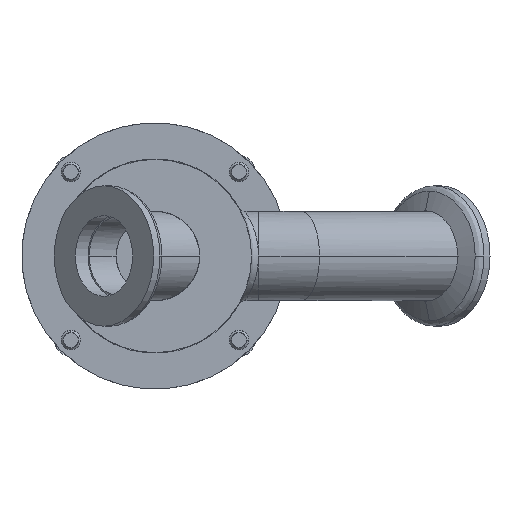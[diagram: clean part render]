
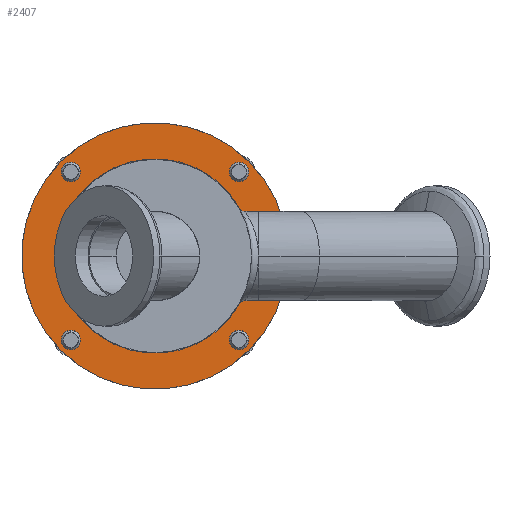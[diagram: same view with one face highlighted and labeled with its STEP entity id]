
A CAD part, front view. The second image highlights one B-rep face of the part: STEP entity #2407.
In plain terms, the highlighted planar face has unit normal (0, -1, 0).
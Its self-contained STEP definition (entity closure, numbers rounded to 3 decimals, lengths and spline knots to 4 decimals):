
#90 = CARTESIAN_POINT ( 'NONE',  ( 0.143, 1.0287, 1.037 ) ) ;
#628 = AXIS2_PLACEMENT_3D ( 'NONE', #27656, #37267, #15077 ) ;
#1196 = AXIS2_PLACEMENT_3D ( 'NONE', #20161, #33349, #26644 ) ;
#1453 = EDGE_LOOP ( 'NONE', ( #37962, #16464 ) ) ;
#1646 = CARTESIAN_POINT ( 'NONE',  ( 0.9681, 1.0287, 1.6261 ) ) ;
#1650 = EDGE_CURVE ( 'NONE', #1762, #8957, #28067, .T. ) ;
#1689 = DIRECTION ( 'NONE',  ( 0., 1., 0. ) ) ;
#1725 = ORIENTED_EDGE ( 'NONE', *, *, #16600, .T. ) ;
#1762 = VERTEX_POINT ( 'NONE', #31995 ) ;
#2237 = EDGE_CURVE ( 'NONE', #35487, #15713, #20410, .T. ) ;
#2407 = ADVANCED_FACE ( 'NONE', ( #4784, #11900, #11087, #8133, #24669, #21311 ), #39805, .F. ) ;
#2440 = EDGE_CURVE ( 'NONE', #15713, #35487, #13046, .T. ) ;
#2828 = ORIENTED_EDGE ( 'NONE', *, *, #2440, .T. ) ;
#2917 = DIRECTION ( 'NONE',  ( 0., -1., 0. ) ) ;
#3177 = CIRCLE ( 'NONE', #1196, 0.065 ) ;
#3640 = EDGE_CURVE ( 'NONE', #8957, #1762, #3177, .T. ) ;
#3887 = CARTESIAN_POINT ( 'NONE',  ( 0.2349, 1.0287, 2.3593 ) ) ;
#4784 = FACE_BOUND ( 'NONE', #25812, .T. ) ;
#4990 = AXIS2_PLACEMENT_3D ( 'NONE', #31627, #2917, #19255 ) ;
#5054 = EDGE_CURVE ( 'NONE', #5964, #30681, #10912, .T. ) ;
#5448 = AXIS2_PLACEMENT_3D ( 'NONE', #20411, #33391, #40095 ) ;
#5806 = CIRCLE ( 'NONE', #17203, 0.8175 ) ;
#5964 = VERTEX_POINT ( 'NONE', #11396 ) ;
#6014 = EDGE_LOOP ( 'NONE', ( #1725, #30578 ) ) ;
#6653 = VERTEX_POINT ( 'NONE', #22078 ) ;
#7024 = AXIS2_PLACEMENT_3D ( 'NONE', #1646, #14848, #20714 ) ;
#7052 = ORIENTED_EDGE ( 'NONE', *, *, #2237, .T. ) ;
#8133 = FACE_BOUND ( 'NONE', #40663, .T. ) ;
#8957 = VERTEX_POINT ( 'NONE', #22740 ) ;
#10018 = CARTESIAN_POINT ( 'NONE',  ( 1.5572, 1.0287, 2.4512 ) ) ;
#10047 = CARTESIAN_POINT ( 'NONE',  ( 0.8961, 1.0287, 1.6981 ) ) ;
#10862 = CARTESIAN_POINT ( 'NONE',  ( 0.189, 1.0287, 2.4052 ) ) ;
#10912 = CIRCLE ( 'NONE', #36316, 0.8175 ) ;
#11087 = FACE_BOUND ( 'NONE', #6014, .T. ) ;
#11245 = EDGE_LOOP ( 'NONE', ( #7052, #2828 ) ) ;
#11396 = CARTESIAN_POINT ( 'NONE',  ( 1.4741, 1.0287, 2.2762 ) ) ;
#11900 = FACE_BOUND ( 'NONE', #31148, .T. ) ;
#12015 = CARTESIAN_POINT ( 'NONE',  ( 1.688, 1.0287, 0.9062 ) ) ;
#12140 = VERTEX_POINT ( 'NONE', #10018 ) ;
#12575 = DIRECTION ( 'NONE',  ( 0.707, 0., -0.707 ) ) ;
#13046 = CIRCLE ( 'NONE', #18400, 1.12 ) ;
#13469 = ORIENTED_EDGE ( 'NONE', *, *, #25349, .T. ) ;
#13885 = ORIENTED_EDGE ( 'NONE', *, *, #1650, .T. ) ;
#13932 = CARTESIAN_POINT ( 'NONE',  ( 0.318, 1.0287, 1.1201 ) ) ;
#14708 = AXIS2_PLACEMENT_3D ( 'NONE', #34780, #28107, #18667 ) ;
#14714 = DIRECTION ( 'NONE',  ( 0., 1., 0. ) ) ;
#14848 = DIRECTION ( 'NONE',  ( 0., 1., 0. ) ) ;
#15021 = CIRCLE ( 'NONE', #35087, 0.065 ) ;
#15077 = DIRECTION ( 'NONE',  ( 0.707, 0., -0.707 ) ) ;
#15492 = ORIENTED_EDGE ( 'NONE', *, *, #32207, .T. ) ;
#15713 = VERTEX_POINT ( 'NONE', #22021 ) ;
#15921 = DIRECTION ( 'NONE',  ( 0., 1., 0. ) ) ;
#16464 = ORIENTED_EDGE ( 'NONE', *, *, #37202, .T. ) ;
#16600 = EDGE_CURVE ( 'NONE', #6653, #12140, #28195, .T. ) ;
#17203 = AXIS2_PLACEMENT_3D ( 'NONE', #36469, #20746, #30179 ) ;
#17688 = CARTESIAN_POINT ( 'NONE',  ( 0.2349, 1.0287, 0.9451 ) ) ;
#17931 = VERTEX_POINT ( 'NONE', #90 ) ;
#18400 = AXIS2_PLACEMENT_3D ( 'NONE', #34103, #36642, #33707 ) ;
#18667 = DIRECTION ( 'NONE',  ( 0.707, 0., -0.707 ) ) ;
#19255 = DIRECTION ( 'NONE',  ( 0.707, 0., 0.707 ) ) ;
#19666 = VERTEX_POINT ( 'NONE', #17688 ) ;
#20120 = AXIS2_PLACEMENT_3D ( 'NONE', #36512, #14714, #23539 ) ;
#20161 = CARTESIAN_POINT ( 'NONE',  ( 1.6032, 1.0287, 0.991 ) ) ;
#20410 = CIRCLE ( 'NONE', #4990, 1.12 ) ;
#20411 = CARTESIAN_POINT ( 'NONE',  ( 1.6032, 1.0287, 2.4052 ) ) ;
#20678 = EDGE_CURVE ( 'NONE', #12140, #6653, #36972, .T. ) ;
#20714 = DIRECTION ( 'NONE',  ( 0.707, 0., -0.707 ) ) ;
#20746 = DIRECTION ( 'NONE',  ( 0., 1., 0. ) ) ;
#20966 = DIRECTION ( 'NONE',  ( 0.707, 0., -0.707 ) ) ;
#21311 = FACE_OUTER_BOUND ( 'NONE', #11245, .T. ) ;
#21756 = VERTEX_POINT ( 'NONE', #3887 ) ;
#22021 = CARTESIAN_POINT ( 'NONE',  ( 0.1041, 1.0287, 2.4901 ) ) ;
#22078 = CARTESIAN_POINT ( 'NONE',  ( 1.6491, 1.0287, 2.3593 ) ) ;
#22090 = CIRCLE ( 'NONE', #20120, 0.065 ) ;
#22740 = CARTESIAN_POINT ( 'NONE',  ( 1.5572, 1.0287, 1.037 ) ) ;
#22962 = AXIS2_PLACEMENT_3D ( 'NONE', #36882, #1689, #20966 ) ;
#23539 = DIRECTION ( 'NONE',  ( 0.707, 0., -0.707 ) ) ;
#24473 = CARTESIAN_POINT ( 'NONE',  ( 0.189, 1.0287, 0.991 ) ) ;
#24575 = EDGE_CURVE ( 'NONE', #19666, #17931, #27671, .T. ) ;
#24669 = FACE_BOUND ( 'NONE', #1453, .T. ) ;
#25349 = EDGE_CURVE ( 'NONE', #21756, #38184, #15021, .T. ) ;
#25812 = EDGE_LOOP ( 'NONE', ( #13469, #34827 ) ) ;
#26644 = DIRECTION ( 'NONE',  ( 0.707, 0., -0.707 ) ) ;
#27656 = CARTESIAN_POINT ( 'NONE',  ( 1.6032, 1.0287, 0.991 ) ) ;
#27671 = CIRCLE ( 'NONE', #33708, 0.065 ) ;
#28028 = DIRECTION ( 'NONE',  ( 0., 1., 0. ) ) ;
#28067 = CIRCLE ( 'NONE', #628, 0.065 ) ;
#28107 = DIRECTION ( 'NONE',  ( 0., 1., 0. ) ) ;
#28195 = CIRCLE ( 'NONE', #5448, 0.065 ) ;
#30179 = DIRECTION ( 'NONE',  ( 0.707, 0., -0.707 ) ) ;
#30578 = ORIENTED_EDGE ( 'NONE', *, *, #20678, .T. ) ;
#30681 = VERTEX_POINT ( 'NONE', #13932 ) ;
#31148 = EDGE_LOOP ( 'NONE', ( #34238, #15492 ) ) ;
#31232 = EDGE_CURVE ( 'NONE', #38184, #21756, #37437, .T. ) ;
#31627 = CARTESIAN_POINT ( 'NONE',  ( 0.8961, 1.0287, 1.6981 ) ) ;
#31995 = CARTESIAN_POINT ( 'NONE',  ( 1.6491, 1.0287, 0.9451 ) ) ;
#32207 = EDGE_CURVE ( 'NONE', #17931, #19666, #22090, .T. ) ;
#32276 = ORIENTED_EDGE ( 'NONE', *, *, #3640, .T. ) ;
#33349 = DIRECTION ( 'NONE',  ( 0., 1., 0. ) ) ;
#33391 = DIRECTION ( 'NONE',  ( 0., 1., 0. ) ) ;
#33707 = DIRECTION ( 'NONE',  ( 0.707, 0., 0.707 ) ) ;
#33708 = AXIS2_PLACEMENT_3D ( 'NONE', #24473, #28028, #33906 ) ;
#33896 = DIRECTION ( 'NONE',  ( 0.707, 0., -0.707 ) ) ;
#33906 = DIRECTION ( 'NONE',  ( 0.707, 0., -0.707 ) ) ;
#34103 = CARTESIAN_POINT ( 'NONE',  ( 0.8961, 1.0287, 1.6981 ) ) ;
#34238 = ORIENTED_EDGE ( 'NONE', *, *, #24575, .T. ) ;
#34780 = CARTESIAN_POINT ( 'NONE',  ( 0.189, 1.0287, 2.4052 ) ) ;
#34827 = ORIENTED_EDGE ( 'NONE', *, *, #31232, .T. ) ;
#35087 = AXIS2_PLACEMENT_3D ( 'NONE', #10862, #37033, #33896 ) ;
#35487 = VERTEX_POINT ( 'NONE', #12015 ) ;
#36316 = AXIS2_PLACEMENT_3D ( 'NONE', #10047, #15921, #12575 ) ;
#36469 = CARTESIAN_POINT ( 'NONE',  ( 0.8961, 1.0287, 1.6981 ) ) ;
#36512 = CARTESIAN_POINT ( 'NONE',  ( 0.189, 1.0287, 0.991 ) ) ;
#36642 = DIRECTION ( 'NONE',  ( 0., -1., 0. ) ) ;
#36882 = CARTESIAN_POINT ( 'NONE',  ( 1.6032, 1.0287, 2.4052 ) ) ;
#36972 = CIRCLE ( 'NONE', #22962, 0.065 ) ;
#36982 = CARTESIAN_POINT ( 'NONE',  ( 0.143, 1.0287, 2.4512 ) ) ;
#37033 = DIRECTION ( 'NONE',  ( 0., 1., 0. ) ) ;
#37202 = EDGE_CURVE ( 'NONE', #30681, #5964, #5806, .T. ) ;
#37267 = DIRECTION ( 'NONE',  ( 0., 1., 0. ) ) ;
#37437 = CIRCLE ( 'NONE', #14708, 0.065 ) ;
#37962 = ORIENTED_EDGE ( 'NONE', *, *, #5054, .T. ) ;
#38184 = VERTEX_POINT ( 'NONE', #36982 ) ;
#39805 = PLANE ( 'NONE',  #7024 ) ;
#40095 = DIRECTION ( 'NONE',  ( 0.707, 0., -0.707 ) ) ;
#40663 = EDGE_LOOP ( 'NONE', ( #13885, #32276 ) ) ;
